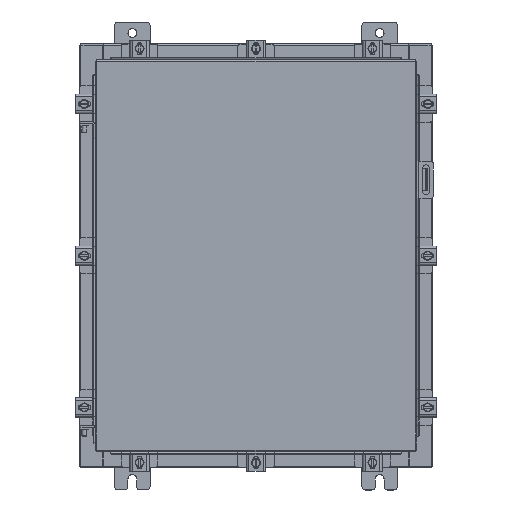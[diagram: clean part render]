
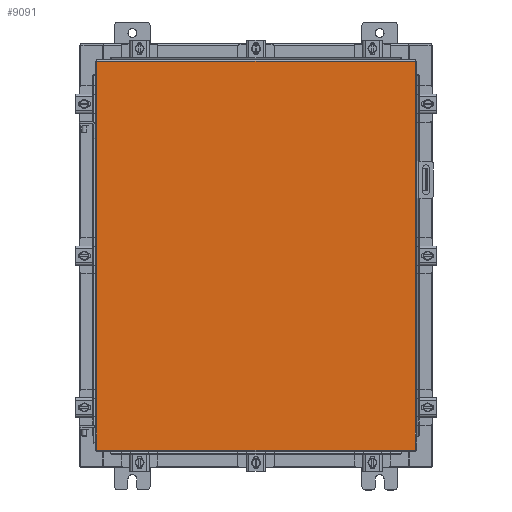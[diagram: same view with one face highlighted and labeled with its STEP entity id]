
A CAD part, top view. The second image highlights one B-rep face of the part: STEP entity #9091.
In plain terms, the highlighted planar face has unit normal (0, 0, 1).
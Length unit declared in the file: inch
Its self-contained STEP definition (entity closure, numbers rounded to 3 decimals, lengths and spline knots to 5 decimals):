
#1045 = DIRECTION ( 'NONE',  ( 0., -1., 0. ) ) ;
#1265 = CARTESIAN_POINT ( 'NONE',  ( -9.0063, -11.0063, 0. ) ) ;
#1476 = VERTEX_POINT ( 'NONE', #7967 ) ;
#2284 = CARTESIAN_POINT ( 'NONE',  ( 9.0063, 11.0063, 0. ) ) ;
#2721 = CARTESIAN_POINT ( 'NONE',  ( 9.0063, 11.0063, 0. ) ) ;
#3077 = LINE ( 'NONE', #8408, #7189 ) ;
#3556 = PLANE ( 'NONE',  #8224 ) ;
#5328 = DIRECTION ( 'NONE',  ( 0., 0., -1. ) ) ;
#5615 = EDGE_LOOP ( 'NONE', ( #18659, #21388, #9303, #14180 ) ) ;
#6119 = LINE ( 'NONE', #21942, #9149 ) ;
#6542 = EDGE_CURVE ( 'NONE', #1476, #15355, #3077, .T. ) ;
#7189 = VECTOR ( 'NONE', #13656, 39.37008 ) ;
#7304 = VECTOR ( 'NONE', #12763, 39.37008 ) ;
#7316 = VERTEX_POINT ( 'NONE', #16075 ) ;
#7903 = DIRECTION ( 'NONE',  ( 1., 0., 0. ) ) ;
#7967 = CARTESIAN_POINT ( 'NONE',  ( 9.0063, -11.0063, 0. ) ) ;
#8224 = AXIS2_PLACEMENT_3D ( 'NONE', #18955, #5328, #17516 ) ;
#8335 = EDGE_CURVE ( 'NONE', #15355, #7316, #17123, .T. ) ;
#8408 = CARTESIAN_POINT ( 'NONE',  ( 9.0063, -11.0063, 0. ) ) ;
#9091 = ADVANCED_FACE ( 'NONE', ( #13830 ), #3556, .F. ) ;
#9149 = VECTOR ( 'NONE', #1045, 39.37008 ) ;
#9303 = ORIENTED_EDGE ( 'NONE', *, *, #8335, .T. ) ;
#10106 = EDGE_CURVE ( 'NONE', #7316, #21888, #6119, .T. ) ;
#11679 = VECTOR ( 'NONE', #7903, 39.37008 ) ;
#12763 = DIRECTION ( 'NONE',  ( -1., 0., 0. ) ) ;
#13656 = DIRECTION ( 'NONE',  ( 0., 1., 0. ) ) ;
#13830 = FACE_OUTER_BOUND ( 'NONE', #5615, .T. ) ;
#14180 = ORIENTED_EDGE ( 'NONE', *, *, #10106, .T. ) ;
#15355 = VERTEX_POINT ( 'NONE', #2721 ) ;
#16075 = CARTESIAN_POINT ( 'NONE',  ( -9.0063, 11.0063, 0. ) ) ;
#17123 = LINE ( 'NONE', #2284, #7304 ) ;
#17516 = DIRECTION ( 'NONE',  ( -1., 0., 0. ) ) ;
#18308 = CARTESIAN_POINT ( 'NONE',  ( -9.0063, -11.0063, 0. ) ) ;
#18659 = ORIENTED_EDGE ( 'NONE', *, *, #21090, .T. ) ;
#18955 = CARTESIAN_POINT ( 'NONE',  ( 0., 0., 0. ) ) ;
#19829 = LINE ( 'NONE', #18308, #11679 ) ;
#21090 = EDGE_CURVE ( 'NONE', #21888, #1476, #19829, .T. ) ;
#21388 = ORIENTED_EDGE ( 'NONE', *, *, #6542, .T. ) ;
#21888 = VERTEX_POINT ( 'NONE', #1265 ) ;
#21942 = CARTESIAN_POINT ( 'NONE',  ( -9.0063, 11.0063, 0. ) ) ;
